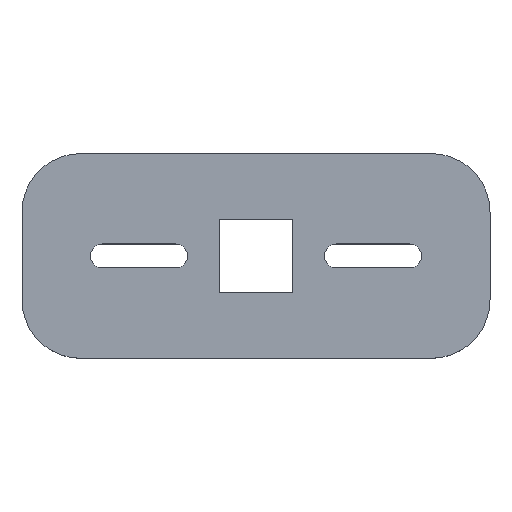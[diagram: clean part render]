
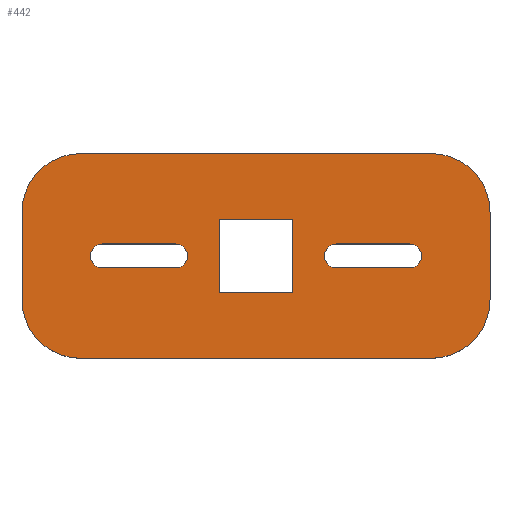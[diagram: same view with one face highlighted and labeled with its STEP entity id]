
A CAD part, top view. The second image highlights one B-rep face of the part: STEP entity #442.
In plain terms, the highlighted planar face has unit normal (0, 0, 1).
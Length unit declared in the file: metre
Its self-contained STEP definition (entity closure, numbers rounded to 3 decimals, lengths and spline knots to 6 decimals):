
#21=CIRCLE('',#460,0.02);
#23=CIRCLE('',#464,0.02);
#25=CIRCLE('',#468,0.02);
#27=CIRCLE('',#472,0.0041);
#29=CIRCLE('',#476,0.0041);
#31=CIRCLE('',#482,0.0041);
#33=CIRCLE('',#486,0.0041);
#35=CIRCLE('',#492,0.02);
#124=ORIENTED_EDGE('',*,*,#208,.T.);
#125=ORIENTED_EDGE('',*,*,#212,.T.);
#126=ORIENTED_EDGE('',*,*,#215,.T.);
#127=ORIENTED_EDGE('',*,*,#221,.F.);
#128=ORIENTED_EDGE('',*,*,#198,.F.);
#129=ORIENTED_EDGE('',*,*,#202,.T.);
#130=ORIENTED_EDGE('',*,*,#205,.T.);
#131=ORIENTED_EDGE('',*,*,#219,.F.);
#132=ORIENTED_EDGE('',*,*,#188,.F.);
#133=ORIENTED_EDGE('',*,*,#192,.F.);
#134=ORIENTED_EDGE('',*,*,#195,.F.);
#135=ORIENTED_EDGE('',*,*,#217,.T.);
#136=ORIENTED_EDGE('',*,*,#166,.F.);
#137=ORIENTED_EDGE('',*,*,#170,.T.);
#138=ORIENTED_EDGE('',*,*,#173,.T.);
#139=ORIENTED_EDGE('',*,*,#176,.T.);
#140=ORIENTED_EDGE('',*,*,#179,.T.);
#141=ORIENTED_EDGE('',*,*,#182,.T.);
#142=ORIENTED_EDGE('',*,*,#185,.F.);
#143=ORIENTED_EDGE('',*,*,#223,.T.);
#166=EDGE_CURVE('',#226,#227,#266,.T.);
#170=EDGE_CURVE('',#226,#229,#21,.T.);
#173=EDGE_CURVE('',#229,#231,#271,.T.);
#176=EDGE_CURVE('',#231,#233,#23,.T.);
#179=EDGE_CURVE('',#233,#235,#275,.T.);
#182=EDGE_CURVE('',#235,#237,#25,.T.);
#185=EDGE_CURVE('',#239,#237,#279,.T.);
#188=EDGE_CURVE('',#242,#243,#27,.T.);
#192=EDGE_CURVE('',#245,#242,#284,.T.);
#195=EDGE_CURVE('',#247,#245,#29,.T.);
#198=EDGE_CURVE('',#250,#251,#288,.T.);
#202=EDGE_CURVE('',#250,#253,#292,.T.);
#205=EDGE_CURVE('',#253,#255,#295,.T.);
#208=EDGE_CURVE('',#259,#258,#31,.T.);
#212=EDGE_CURVE('',#258,#261,#300,.T.);
#215=EDGE_CURVE('',#261,#263,#33,.T.);
#217=EDGE_CURVE('',#247,#243,#303,.T.);
#219=EDGE_CURVE('',#251,#255,#305,.T.);
#221=EDGE_CURVE('',#259,#263,#307,.T.);
#223=EDGE_CURVE('',#239,#227,#35,.T.);
#226=VERTEX_POINT('',#623);
#227=VERTEX_POINT('',#625);
#229=VERTEX_POINT('',#631);
#231=VERTEX_POINT('',#637);
#233=VERTEX_POINT('',#643);
#235=VERTEX_POINT('',#649);
#237=VERTEX_POINT('',#655);
#239=VERTEX_POINT('',#661);
#242=VERTEX_POINT('',#668);
#243=VERTEX_POINT('',#670);
#245=VERTEX_POINT('',#676);
#247=VERTEX_POINT('',#682);
#250=VERTEX_POINT('',#689);
#251=VERTEX_POINT('',#691);
#253=VERTEX_POINT('',#697);
#255=VERTEX_POINT('',#703);
#258=VERTEX_POINT('',#710);
#259=VERTEX_POINT('',#712);
#261=VERTEX_POINT('',#718);
#263=VERTEX_POINT('',#724);
#266=LINE('',#624,#310);
#271=LINE('',#638,#315);
#275=LINE('',#650,#319);
#279=LINE('',#662,#323);
#284=LINE('',#677,#328);
#288=LINE('',#690,#332);
#292=LINE('',#698,#336);
#295=LINE('',#704,#339);
#300=LINE('',#719,#344);
#303=LINE('',#728,#347);
#305=LINE('',#731,#349);
#307=LINE('',#734,#351);
#310=VECTOR('',#501,1.);
#315=VECTOR('',#514,1.);
#319=VECTOR('',#526,1.);
#323=VECTOR('',#538,1.);
#328=VECTOR('',#551,1.);
#332=VECTOR('',#563,1.);
#336=VECTOR('',#569,1.);
#339=VECTOR('',#574,1.);
#344=VECTOR('',#587,1.);
#347=VECTOR('',#598,1.);
#349=VECTOR('',#602,1.);
#351=VECTOR('',#606,1.);
#372=EDGE_LOOP('',(#124,#125,#126,#127));
#373=EDGE_LOOP('',(#128,#129,#130,#131));
#374=EDGE_LOOP('',(#132,#133,#134,#135));
#375=EDGE_LOOP('',(#136,#137,#138,#139,#140,#141,#142,#143));
#400=FACE_BOUND('',#372,.T.);
#401=FACE_BOUND('',#373,.T.);
#402=FACE_BOUND('',#374,.T.);
#403=FACE_BOUND('',#375,.T.);
#420=PLANE('',#493);
#442=ADVANCED_FACE('',(#400,#401,#402,#403),#420,.T.);
#460=AXIS2_PLACEMENT_3D('',#632,#508,#509);
#464=AXIS2_PLACEMENT_3D('',#644,#520,#521);
#468=AXIS2_PLACEMENT_3D('',#656,#532,#533);
#472=AXIS2_PLACEMENT_3D('',#669,#544,#545);
#476=AXIS2_PLACEMENT_3D('',#683,#557,#558);
#482=AXIS2_PLACEMENT_3D('',#711,#580,#581);
#486=AXIS2_PLACEMENT_3D('',#725,#593,#594);
#492=AXIS2_PLACEMENT_3D('',#737,#611,#612);
#493=AXIS2_PLACEMENT_3D('',#738,#613,#614);
#501=DIRECTION('',(0.,1.,0.));
#508=DIRECTION('',(0.,0.,1.));
#509=DIRECTION('',(1.,0.,0.));
#514=DIRECTION('',(1.,0.,0.));
#520=DIRECTION('',(0.,0.,1.));
#521=DIRECTION('',(1.,0.,0.));
#526=DIRECTION('',(0.,1.,0.));
#532=DIRECTION('',(0.,0.,1.));
#533=DIRECTION('',(1.,0.,0.));
#538=DIRECTION('',(1.,0.,0.));
#544=DIRECTION('',(0.,0.,1.));
#545=DIRECTION('',(1.,0.,0.));
#551=DIRECTION('',(-1.,0.,0.));
#557=DIRECTION('',(0.,0.,1.));
#558=DIRECTION('',(1.,0.,0.));
#563=DIRECTION('',(0.,1.,0.));
#569=DIRECTION('',(-1.,0.,0.));
#574=DIRECTION('',(0.,1.,0.));
#580=DIRECTION('',(0.,0.,-1.));
#581=DIRECTION('',(1.,0.,0.));
#587=DIRECTION('',(1.,0.,0.));
#593=DIRECTION('',(0.,0.,-1.));
#594=DIRECTION('',(1.,0.,0.));
#598=DIRECTION('',(-1.,0.,0.));
#602=DIRECTION('',(-1.,0.,0.));
#606=DIRECTION('',(1.,0.,0.));
#611=DIRECTION('',(0.,0.,1.));
#612=DIRECTION('',(1.,0.,0.));
#613=DIRECTION('',(0.,0.,1.));
#614=DIRECTION('',(1.,0.,0.));
#623=CARTESIAN_POINT('',(0.,0.02,0.008));
#624=CARTESIAN_POINT('',(0.,0.035,0.008));
#625=CARTESIAN_POINT('',(0.,0.05,0.008));
#631=CARTESIAN_POINT('',(0.02,0.,0.008));
#632=CARTESIAN_POINT('',(0.02,0.02,0.008));
#637=CARTESIAN_POINT('',(0.14,0.,0.008));
#638=CARTESIAN_POINT('',(0.08,0.,0.008));
#643=CARTESIAN_POINT('',(0.16,0.02,0.008));
#644=CARTESIAN_POINT('',(0.14,0.02,0.008));
#649=CARTESIAN_POINT('',(0.16,0.05,0.008));
#650=CARTESIAN_POINT('',(0.16,0.035,0.008));
#655=CARTESIAN_POINT('',(0.14,0.07,0.008));
#656=CARTESIAN_POINT('',(0.14,0.05,0.008));
#661=CARTESIAN_POINT('',(0.02,0.07,0.008));
#662=CARTESIAN_POINT('',(0.08,0.07,0.008));
#668=CARTESIAN_POINT('',(0.1075,0.0391,0.008));
#669=CARTESIAN_POINT('',(0.1075,0.035,0.008));
#670=CARTESIAN_POINT('',(0.1075,0.0309,0.008));
#676=CARTESIAN_POINT('',(0.1325,0.0391,0.008));
#677=CARTESIAN_POINT('',(0.12,0.0391,0.008));
#682=CARTESIAN_POINT('',(0.1325,0.0309,0.008));
#683=CARTESIAN_POINT('',(0.1325,0.035,0.008));
#689=CARTESIAN_POINT('',(0.0925,0.0225,0.008));
#690=CARTESIAN_POINT('',(0.0925,0.035,0.008));
#691=CARTESIAN_POINT('',(0.0925,0.0475,0.008));
#697=CARTESIAN_POINT('',(0.0675,0.0225,0.008));
#698=CARTESIAN_POINT('',(0.08,0.0225,0.008));
#703=CARTESIAN_POINT('',(0.0675,0.0475,0.008));
#704=CARTESIAN_POINT('',(0.0675,0.035,0.008));
#710=CARTESIAN_POINT('',(0.0275,0.0391,0.008));
#711=CARTESIAN_POINT('',(0.0275,0.035,0.008));
#712=CARTESIAN_POINT('',(0.0275,0.0309,0.008));
#718=CARTESIAN_POINT('',(0.0525,0.0391,0.008));
#719=CARTESIAN_POINT('',(0.04,0.0391,0.008));
#724=CARTESIAN_POINT('',(0.0525,0.0309,0.008));
#725=CARTESIAN_POINT('',(0.0525,0.035,0.008));
#728=CARTESIAN_POINT('',(0.12,0.0309,0.008));
#731=CARTESIAN_POINT('',(0.08,0.0475,0.008));
#734=CARTESIAN_POINT('',(0.04,0.0309,0.008));
#737=CARTESIAN_POINT('',(0.02,0.05,0.008));
#738=CARTESIAN_POINT('',(0.08,0.035,0.008));
